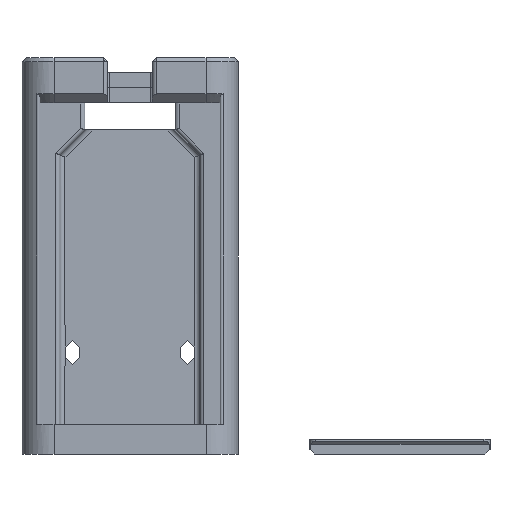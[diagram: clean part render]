
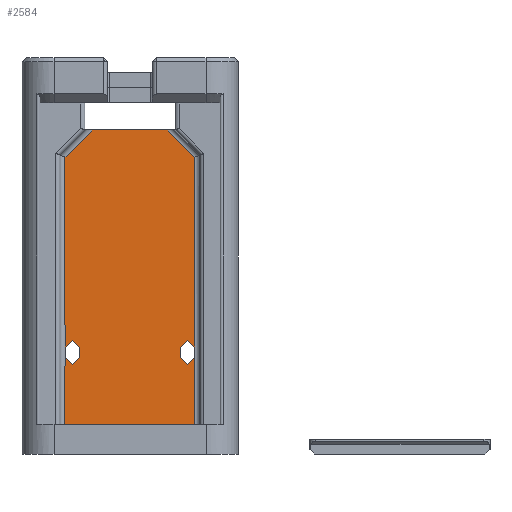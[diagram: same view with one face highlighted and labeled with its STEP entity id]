
A CAD part, front view. The second image highlights one B-rep face of the part: STEP entity #2584.
In plain terms, the highlighted planar face has unit normal (0, -1, 0).
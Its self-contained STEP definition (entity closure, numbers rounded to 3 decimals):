
#51=PLANE('',#2766);
#146=FACE_OUTER_BOUND('',#296,.T.);
#296=EDGE_LOOP('',(#1814,#1815,#1816,#1817,#1818,#1819,#1820,#1821,#1822,
#1823,#1824,#1825,#1826,#1827,#1828,#1829,#1830,#1831,#1832,#1833,#1834,
#1835));
#565=LINE('',#3938,#846);
#567=LINE('',#3942,#848);
#570=LINE('',#3952,#851);
#571=LINE('',#3955,#852);
#572=LINE('',#3957,#853);
#573=LINE('',#3959,#854);
#574=LINE('',#3961,#855);
#575=LINE('',#3962,#856);
#576=LINE('',#3964,#857);
#577=LINE('',#3966,#858);
#578=LINE('',#3968,#859);
#579=LINE('',#3970,#860);
#580=LINE('',#3972,#861);
#581=LINE('',#3974,#862);
#582=LINE('',#3976,#863);
#583=LINE('',#3978,#864);
#584=LINE('',#3980,#865);
#585=LINE('',#3982,#866);
#586=LINE('',#3984,#867);
#587=LINE('',#3986,#868);
#588=LINE('',#3988,#869);
#589=LINE('',#3989,#870);
#846=VECTOR('',#3085,10.);
#848=VECTOR('',#3087,10.);
#851=VECTOR('',#3098,10.);
#852=VECTOR('',#3101,10.);
#853=VECTOR('',#3102,10.);
#854=VECTOR('',#3103,10.);
#855=VECTOR('',#3104,10.);
#856=VECTOR('',#3105,10.);
#857=VECTOR('',#3106,10.);
#858=VECTOR('',#3107,10.);
#859=VECTOR('',#3108,10.);
#860=VECTOR('',#3109,10.);
#861=VECTOR('',#3110,10.);
#862=VECTOR('',#3111,10.);
#863=VECTOR('',#3112,10.);
#864=VECTOR('',#3113,10.);
#865=VECTOR('',#3114,10.);
#866=VECTOR('',#3115,10.);
#867=VECTOR('',#3116,10.);
#868=VECTOR('',#3117,10.);
#869=VECTOR('',#3118,10.);
#870=VECTOR('',#3119,10.);
#1155=VERTEX_POINT('',#3936);
#1156=VERTEX_POINT('',#3937);
#1157=VERTEX_POINT('',#3939);
#1158=VERTEX_POINT('',#3941);
#1161=VERTEX_POINT('',#3950);
#1162=VERTEX_POINT('',#3954);
#1163=VERTEX_POINT('',#3956);
#1164=VERTEX_POINT('',#3958);
#1165=VERTEX_POINT('',#3960);
#1166=VERTEX_POINT('',#3963);
#1167=VERTEX_POINT('',#3965);
#1168=VERTEX_POINT('',#3967);
#1169=VERTEX_POINT('',#3969);
#1170=VERTEX_POINT('',#3971);
#1171=VERTEX_POINT('',#3973);
#1172=VERTEX_POINT('',#3975);
#1173=VERTEX_POINT('',#3977);
#1174=VERTEX_POINT('',#3979);
#1175=VERTEX_POINT('',#3981);
#1176=VERTEX_POINT('',#3983);
#1177=VERTEX_POINT('',#3985);
#1178=VERTEX_POINT('',#3987);
#1406=EDGE_CURVE('',#1155,#1156,#565,.T.);
#1408=EDGE_CURVE('',#1157,#1158,#567,.T.);
#1414=EDGE_CURVE('',#1161,#1155,#570,.T.);
#1415=EDGE_CURVE('',#1162,#1157,#571,.T.);
#1416=EDGE_CURVE('',#1163,#1162,#572,.T.);
#1417=EDGE_CURVE('',#1163,#1164,#573,.T.);
#1418=EDGE_CURVE('',#1165,#1164,#574,.T.);
#1419=EDGE_CURVE('',#1156,#1165,#575,.T.);
#1420=EDGE_CURVE('',#1161,#1166,#576,.T.);
#1421=EDGE_CURVE('',#1167,#1166,#577,.T.);
#1422=EDGE_CURVE('',#1168,#1167,#578,.T.);
#1423=EDGE_CURVE('',#1169,#1168,#579,.T.);
#1424=EDGE_CURVE('',#1170,#1169,#580,.T.);
#1425=EDGE_CURVE('',#1170,#1171,#581,.T.);
#1426=EDGE_CURVE('',#1172,#1171,#582,.T.);
#1427=EDGE_CURVE('',#1173,#1172,#583,.T.);
#1428=EDGE_CURVE('',#1174,#1173,#584,.T.);
#1429=EDGE_CURVE('',#1175,#1174,#585,.T.);
#1430=EDGE_CURVE('',#1176,#1175,#586,.T.);
#1431=EDGE_CURVE('',#1177,#1176,#587,.T.);
#1432=EDGE_CURVE('',#1178,#1177,#588,.T.);
#1433=EDGE_CURVE('',#1158,#1178,#589,.T.);
#1814=ORIENTED_EDGE('',*,*,#1408,.F.);
#1815=ORIENTED_EDGE('',*,*,#1415,.F.);
#1816=ORIENTED_EDGE('',*,*,#1416,.F.);
#1817=ORIENTED_EDGE('',*,*,#1417,.T.);
#1818=ORIENTED_EDGE('',*,*,#1418,.F.);
#1819=ORIENTED_EDGE('',*,*,#1419,.F.);
#1820=ORIENTED_EDGE('',*,*,#1406,.F.);
#1821=ORIENTED_EDGE('',*,*,#1414,.F.);
#1822=ORIENTED_EDGE('',*,*,#1420,.T.);
#1823=ORIENTED_EDGE('',*,*,#1421,.F.);
#1824=ORIENTED_EDGE('',*,*,#1422,.F.);
#1825=ORIENTED_EDGE('',*,*,#1423,.F.);
#1826=ORIENTED_EDGE('',*,*,#1424,.F.);
#1827=ORIENTED_EDGE('',*,*,#1425,.T.);
#1828=ORIENTED_EDGE('',*,*,#1426,.F.);
#1829=ORIENTED_EDGE('',*,*,#1427,.F.);
#1830=ORIENTED_EDGE('',*,*,#1428,.F.);
#1831=ORIENTED_EDGE('',*,*,#1429,.F.);
#1832=ORIENTED_EDGE('',*,*,#1430,.F.);
#1833=ORIENTED_EDGE('',*,*,#1431,.F.);
#1834=ORIENTED_EDGE('',*,*,#1432,.F.);
#1835=ORIENTED_EDGE('',*,*,#1433,.F.);
#2584=ADVANCED_FACE('',(#146),#51,.T.);
#2766=AXIS2_PLACEMENT_3D('',#3953,#3099,#3100);
#3085=DIRECTION('',(0.,0.,-1.));
#3087=DIRECTION('',(0.,0.,-1.));
#3098=DIRECTION('',(0.707,0.,-0.707));
#3099=DIRECTION('center_axis',(0.,-1.,0.));
#3100=DIRECTION('ref_axis',(1.,0.,0.));
#3101=DIRECTION('',(0.707,0.,0.707));
#3102=DIRECTION('',(0.707,0.,-0.707));
#3103=DIRECTION('',(0.,0.,1.));
#3104=DIRECTION('',(-0.707,0.,-0.707));
#3105=DIRECTION('',(-0.707,0.,0.707));
#3106=DIRECTION('',(-1.,0.,0.));
#3107=DIRECTION('',(0.707,0.,0.707));
#3108=DIRECTION('',(0.,0.,1.));
#3109=DIRECTION('',(-0.707,0.,-0.707));
#3110=DIRECTION('',(-0.707,0.,0.707));
#3111=DIRECTION('',(0.,0.,-1.));
#3112=DIRECTION('',(0.707,0.,0.707));
#3113=DIRECTION('',(0.707,0.,-0.707));
#3114=DIRECTION('',(0.,0.,1.));
#3115=DIRECTION('',(-1.,0.,0.));
#3116=DIRECTION('',(0.,0.,1.));
#3117=DIRECTION('',(-1.,0.,0.));
#3118=DIRECTION('',(0.,0.,-1.));
#3119=DIRECTION('',(-1.,0.,0.));
#3936=CARTESIAN_POINT('',(-7.5,8.7,29.693));
#3937=CARTESIAN_POINT('',(-7.5,8.7,10.7));
#3938=CARTESIAN_POINT('',(-7.5,8.7,0.));
#3939=CARTESIAN_POINT('',(-7.5,8.7,9.7));
#3941=CARTESIAN_POINT('',(-7.5,8.7,2.));
#3942=CARTESIAN_POINT('',(-7.5,8.7,0.));
#3950=CARTESIAN_POINT('',(-10.207,8.7,32.4));
#3952=CARTESIAN_POINT('',(-4.004,8.7,26.196));
#3953=CARTESIAN_POINT('Origin',(-21.,8.7,0.));
#3954=CARTESIAN_POINT('',(-8.2,8.7,9.));
#3955=CARTESIAN_POINT('',(-13.475,8.7,3.725));
#3956=CARTESIAN_POINT('',(-8.9,8.7,9.7));
#3957=CARTESIAN_POINT('',(-9.325,8.7,10.125));
#3958=CARTESIAN_POINT('',(-8.9,8.7,10.7));
#3959=CARTESIAN_POINT('',(-8.9,8.7,4.5));
#3960=CARTESIAN_POINT('',(-8.2,8.7,11.4));
#3961=CARTESIAN_POINT('',(-14.425,8.7,5.175));
#3962=CARTESIAN_POINT('',(-8.375,8.7,11.575));
#3963=CARTESIAN_POINT('',(-17.793,8.7,32.4));
#3964=CARTESIAN_POINT('',(-15.25,8.7,32.4));
#3965=CARTESIAN_POINT('',(-20.5,8.7,29.693));
#3966=CARTESIAN_POINT('',(-27.496,8.7,22.696));
#3967=CARTESIAN_POINT('',(-20.5,8.7,10.7));
#3968=CARTESIAN_POINT('',(-20.5,8.7,0.));
#3969=CARTESIAN_POINT('',(-19.8,8.7,11.4));
#3970=CARTESIAN_POINT('',(-23.125,8.7,8.075));
#3971=CARTESIAN_POINT('',(-19.1,8.7,10.7));
#3972=CARTESIAN_POINT('',(-17.075,8.7,8.675));
#3973=CARTESIAN_POINT('',(-19.1,8.7,9.7));
#3974=CARTESIAN_POINT('',(-19.1,8.7,5.7));
#3975=CARTESIAN_POINT('',(-19.8,8.7,9.));
#3976=CARTESIAN_POINT('',(-22.175,8.7,6.625));
#3977=CARTESIAN_POINT('',(-20.5,8.7,9.7));
#3978=CARTESIAN_POINT('',(-18.025,8.7,7.225));
#3979=CARTESIAN_POINT('',(-20.5,8.7,2.));
#3980=CARTESIAN_POINT('',(-20.5,8.7,0.));
#3981=CARTESIAN_POINT('',(-17.95,8.7,2.));
#3982=CARTESIAN_POINT('',(-7.,8.7,2.));
#3983=CARTESIAN_POINT('',(-17.95,8.7,1.));
#3984=CARTESIAN_POINT('',(-17.95,8.7,0.));
#3985=CARTESIAN_POINT('',(-10.05,8.7,1.));
#3986=CARTESIAN_POINT('',(-7.,8.7,1.));
#3987=CARTESIAN_POINT('',(-10.05,8.7,2.));
#3988=CARTESIAN_POINT('',(-10.05,8.7,0.));
#3989=CARTESIAN_POINT('',(-7.,8.7,2.));
